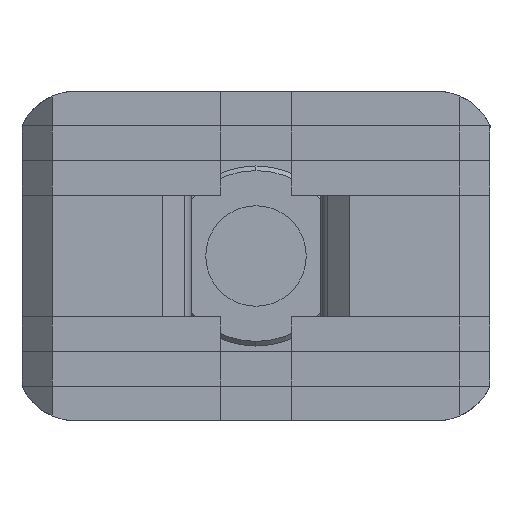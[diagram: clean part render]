
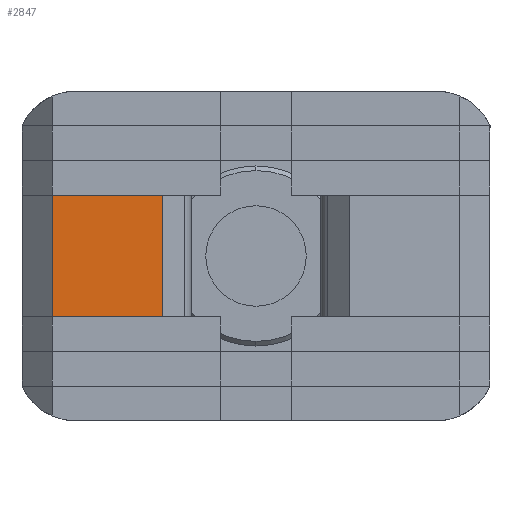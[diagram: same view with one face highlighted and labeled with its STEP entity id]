
A CAD part, front view. The second image highlights one B-rep face of the part: STEP entity #2847.
In plain terms, the highlighted planar face has unit normal (0, -1, 0).
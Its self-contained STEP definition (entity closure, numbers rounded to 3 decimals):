
#69 = EDGE_CURVE ( 'NONE', #3817, #1897, #2465, .T. ) ;
#82 = CARTESIAN_POINT ( 'NONE',  ( -2.6, -5.5, 0. ) ) ;
#139 = EDGE_LOOP ( 'NONE', ( #389, #3509, #1690, #3441 ) ) ;
#359 = VERTEX_POINT ( 'NONE', #3977 ) ;
#389 = ORIENTED_EDGE ( 'NONE', *, *, #2260, .F. ) ;
#397 = DIRECTION ( 'NONE',  ( 0., 0., 1. ) ) ;
#467 = VECTOR ( 'NONE', #4180, 1000. ) ;
#784 = CARTESIAN_POINT ( 'NONE',  ( 2.6, -5.5, -4. ) ) ;
#1094 = CARTESIAN_POINT ( 'NONE',  ( 2.6, -5.5, 0. ) ) ;
#1095 = VECTOR ( 'NONE', #397, 1000. ) ;
#1397 = DIRECTION ( 'NONE',  ( 1., 0., 0. ) ) ;
#1421 = DIRECTION ( 'NONE',  ( 0., 0., -1. ) ) ;
#1596 = DIRECTION ( 'NONE',  ( 0., 0., 1. ) ) ;
#1635 = CARTESIAN_POINT ( 'NONE',  ( 2.6, -5.5, -8.7 ) ) ;
#1690 = ORIENTED_EDGE ( 'NONE', *, *, #3747, .T. ) ;
#1802 = AXIS2_PLACEMENT_3D ( 'NONE', #1094, #3579, #1421 ) ;
#1897 = VERTEX_POINT ( 'NONE', #1635 ) ;
#1994 = VECTOR ( 'NONE', #1596, 1000. ) ;
#2040 = LINE ( 'NONE', #82, #1095 ) ;
#2260 = EDGE_CURVE ( 'NONE', #3817, #359, #2040, .T. ) ;
#2386 = CARTESIAN_POINT ( 'NONE',  ( -2.6, -5.5, -8.7 ) ) ;
#2465 = LINE ( 'NONE', #2742, #3941 ) ;
#2519 = PLANE ( 'NONE',  #1802 ) ;
#2675 = LINE ( 'NONE', #3366, #1994 ) ;
#2742 = CARTESIAN_POINT ( 'NONE',  ( 2.6, -5.5, -8.7 ) ) ;
#2784 = LINE ( 'NONE', #784, #467 ) ;
#2847 = ADVANCED_FACE ( 'NONE', ( #3216 ), #2519, .T. ) ;
#2931 = VERTEX_POINT ( 'NONE', #3171 ) ;
#2938 = EDGE_CURVE ( 'NONE', #2931, #359, #2784, .T. ) ;
#3171 = CARTESIAN_POINT ( 'NONE',  ( 2.6, -5.5, -4. ) ) ;
#3216 = FACE_OUTER_BOUND ( 'NONE', #139, .T. ) ;
#3366 = CARTESIAN_POINT ( 'NONE',  ( 2.6, -5.5, 0. ) ) ;
#3441 = ORIENTED_EDGE ( 'NONE', *, *, #2938, .T. ) ;
#3509 = ORIENTED_EDGE ( 'NONE', *, *, #69, .T. ) ;
#3579 = DIRECTION ( 'NONE',  ( 0., -1., 0. ) ) ;
#3747 = EDGE_CURVE ( 'NONE', #1897, #2931, #2675, .T. ) ;
#3817 = VERTEX_POINT ( 'NONE', #2386 ) ;
#3941 = VECTOR ( 'NONE', #1397, 1000. ) ;
#3977 = CARTESIAN_POINT ( 'NONE',  ( -2.6, -5.5, -4. ) ) ;
#4180 = DIRECTION ( 'NONE',  ( -1., 0., 0. ) ) ;
